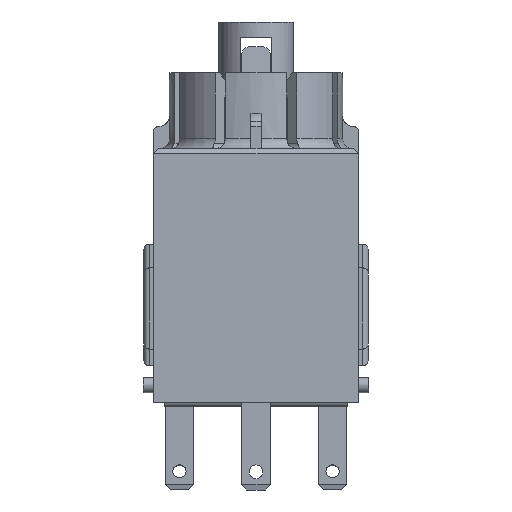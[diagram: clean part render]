
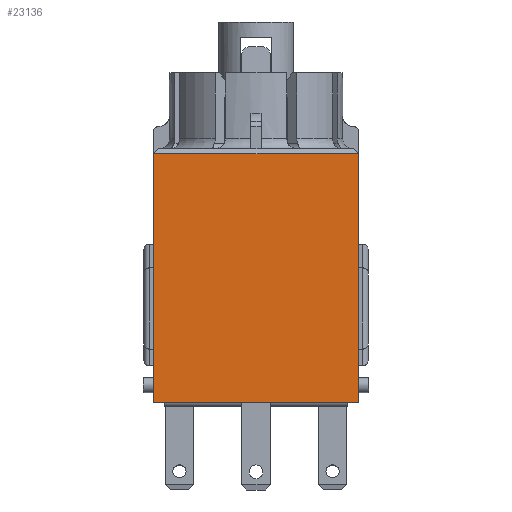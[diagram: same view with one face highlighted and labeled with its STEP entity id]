
A CAD part, front view. The second image highlights one B-rep face of the part: STEP entity #23136.
In plain terms, the highlighted planar face has unit normal (0, -1, 0).
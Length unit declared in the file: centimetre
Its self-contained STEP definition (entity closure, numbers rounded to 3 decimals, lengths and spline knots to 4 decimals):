
#668=FACE_OUTER_BOUND('',#1910,.T.);
#1910=EDGE_LOOP('',(#15417,#15418,#15419,#15420,#15421,#15422));
#3253=LINE('',#32560,#6350);
#3262=LINE('',#32578,#6359);
#3275=LINE('',#32607,#6372);
#3276=LINE('',#32608,#6373);
#3277=LINE('',#32610,#6374);
#3278=LINE('',#32611,#6375);
#6350=VECTOR('',#26082,2.281);
#6359=VECTOR('',#26093,0.169);
#6372=VECTOR('',#26110,2.281);
#6373=VECTOR('',#26111,2.02);
#6374=VECTOR('',#26112,2.02);
#6375=VECTOR('',#26113,0.169);
#9468=VERTEX_POINT('',#32558);
#9469=VERTEX_POINT('',#32559);
#9477=VERTEX_POINT('',#32576);
#9490=VERTEX_POINT('',#32605);
#9491=VERTEX_POINT('',#32606);
#9492=VERTEX_POINT('',#32609);
#11796=EDGE_CURVE('',#9468,#9469,#3253,.T.);
#11806=EDGE_CURVE('',#9477,#9468,#3262,.T.);
#11820=EDGE_CURVE('',#9490,#9491,#3275,.T.);
#11821=EDGE_CURVE('',#9469,#9491,#3276,.T.);
#11822=EDGE_CURVE('',#9477,#9492,#3277,.T.);
#11823=EDGE_CURVE('',#9492,#9490,#3278,.T.);
#15417=ORIENTED_EDGE('',*,*,#11820,.T.);
#15418=ORIENTED_EDGE('',*,*,#11821,.F.);
#15419=ORIENTED_EDGE('',*,*,#11796,.F.);
#15420=ORIENTED_EDGE('',*,*,#11806,.F.);
#15421=ORIENTED_EDGE('',*,*,#11822,.T.);
#15422=ORIENTED_EDGE('',*,*,#11823,.T.);
#22008=PLANE('',#24423);
#23136=ADVANCED_FACE('',(#668),#22008,.T.);
#24423=AXIS2_PLACEMENT_3D('',#32604,#26108,#26109);
#26082=DIRECTION('',(0.,0.,1.));
#26093=DIRECTION('',(0.,0.,1.));
#26108=DIRECTION('center_axis',(0.,-1.,0.));
#26109=DIRECTION('ref_axis',(0.,0.,
1.));
#26110=DIRECTION('',(0.,0.,1.));
#26111=DIRECTION('',(1.,0.,0.));
#26112=DIRECTION('',(1.,0.,0.));
#26113=DIRECTION('',(0.,0.,1.));
#32558=CARTESIAN_POINT('',(-1.0377,-1.2924,0.3764));
#32559=CARTESIAN_POINT('',(-1.0377,-1.2924,2.6574));
#32560=CARTESIAN_POINT('',(-1.0377,-1.2924,2.5574));
#32576=CARTESIAN_POINT('',(-1.0377,-1.2924,0.2074));
#32578=CARTESIAN_POINT('',(-1.0377,-1.2924,2.5574));
#32604=CARTESIAN_POINT('Origin',(-1.0377,-1.2924,2.5574));
#32605=CARTESIAN_POINT('',(0.9823,-1.2924,0.3764));
#32606=CARTESIAN_POINT('',(0.9823,-1.2924,2.6574));
#32607=CARTESIAN_POINT('',(0.9823,-1.2924,2.5574));
#32608=CARTESIAN_POINT('',(-0.5327,-1.2924,2.6574));
#32609=CARTESIAN_POINT('',(0.9823,-1.2924,0.2074));
#32610=CARTESIAN_POINT('',(-1.0377,-1.2924,0.2074));
#32611=CARTESIAN_POINT('',(0.9823,-1.2924,2.5574));
